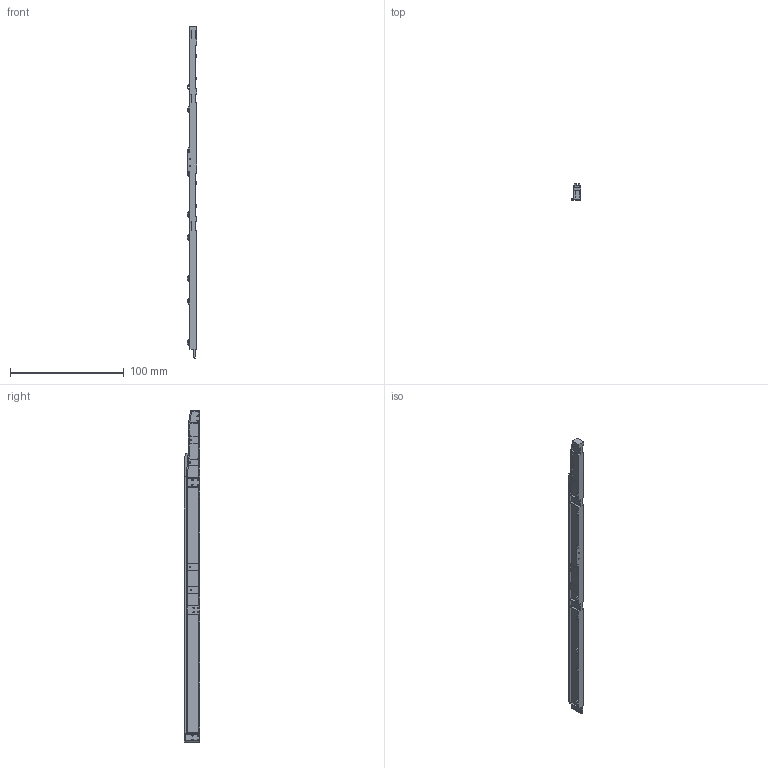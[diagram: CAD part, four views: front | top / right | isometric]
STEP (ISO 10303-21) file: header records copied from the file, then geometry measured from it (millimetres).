
FILE_DESCRIPTION (( 'STEP AP214' ), '1' );
FILE_NAME ('SDR_1.STEP', '2020-03-25T15:06:25', ( '' ), ( '' ), 'SwSTEP 2.0', 'SolidWorks 2014', '' );
FILE_SCHEMA (( 'AUTOMOTIVE_DESIGN' ));
Length unit declared in the file: millimetre
Products named in the file (1): SDR_1
Bounding box: 8.7 x 13.8 x 291.25 mm (x, y, z)
Volume: 13320.3 mm3; surface area: 14152.8 mm2
Topology: 1 solids, 1 shells, 357 faces, 1028 edges, 684 vertices
Faces by surface type: plane 212, cylinder 145
Entity records: 11890 total; most frequent: CARTESIAN_POINT 2070, ORIENTED_EDGE 2056, DIRECTION 2034, EDGE_CURVE 1028, VECTOR 738, LINE 738, VERTEX_POINT 684, AXIS2_PLACEMENT_3D 648
